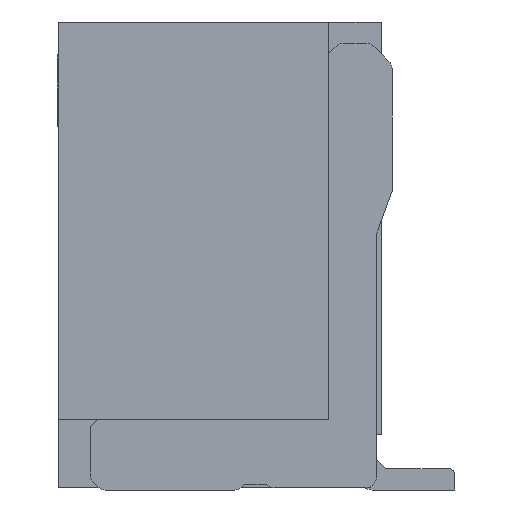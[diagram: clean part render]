
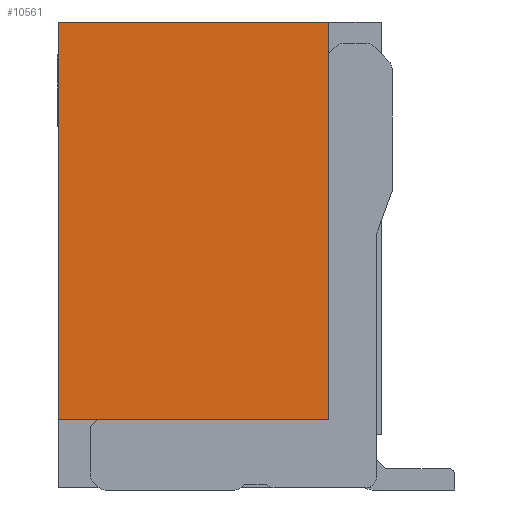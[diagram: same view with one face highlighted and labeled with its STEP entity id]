
A CAD part, left-side view. The second image highlights one B-rep face of the part: STEP entity #10561.
In plain terms, the highlighted planar face has unit normal (-1, 0, 0).
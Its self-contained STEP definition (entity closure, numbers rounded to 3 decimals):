
#605=FACE_OUTER_BOUND('',#1176,.T.);
#1176=EDGE_LOOP('',(#7241,#7242,#7243,#7244));
#1801=LINE('',#14546,#2994);
#2046=LINE('',#15331,#3239);
#2061=LINE('',#15361,#3254);
#2062=LINE('',#15362,#3255);
#2994=VECTOR('',#12025,1.);
#3239=VECTOR('',#12378,1.);
#3254=VECTOR('',#12395,1.);
#3255=VECTOR('',#12396,1.);
#4163=VERTEX_POINT('',#14543);
#4164=VERTEX_POINT('',#14545);
#4466=VERTEX_POINT('',#15330);
#4480=VERTEX_POINT('',#15360);
#5209=EDGE_CURVE('',#4164,#4163,#1801,.T.);
#5532=EDGE_CURVE('',#4164,#4466,#2046,.T.);
#5547=EDGE_CURVE('',#4480,#4163,#2061,.T.);
#5548=EDGE_CURVE('',#4466,#4480,#2062,.T.);
#7241=ORIENTED_EDGE('',*,*,#5209,.T.);
#7242=ORIENTED_EDGE('',*,*,#5547,.F.);
#7243=ORIENTED_EDGE('',*,*,#5548,.F.);
#7244=ORIENTED_EDGE('',*,*,#5532,.F.);
#9602=PLANE('',#11189);
#10561=ADVANCED_FACE('',(#605),#9602,.F.);
#11189=AXIS2_PLACEMENT_3D('',#15359,#12393,#12394);
#12025=DIRECTION('',(0.,0.,-1.));
#12378=DIRECTION('',(0.,-1.,0.));
#12393=DIRECTION('center_axis',(1.,0.,0.));
#12394=DIRECTION('ref_axis',(0.,0.,-1.));
#12395=DIRECTION('',(0.,1.,0.));
#12396=DIRECTION('',(0.,0.,-1.));
#14543=CARTESIAN_POINT('',(-3.675,2.23,0.67));
#14545=CARTESIAN_POINT('',(-3.675,2.23,4.42));
#14546=CARTESIAN_POINT('',(-3.675,2.23,4.42));
#15330=CARTESIAN_POINT('',(-3.675,-0.32,4.42));
#15331=CARTESIAN_POINT('',(-3.675,2.23,4.42));
#15359=CARTESIAN_POINT('Origin',(-3.675,2.23,4.42));
#15360=CARTESIAN_POINT('',(-3.675,-0.32,0.67));
#15361=CARTESIAN_POINT('',(-3.675,-0.32,0.67));
#15362=CARTESIAN_POINT('',(-3.675,-0.32,4.42));
